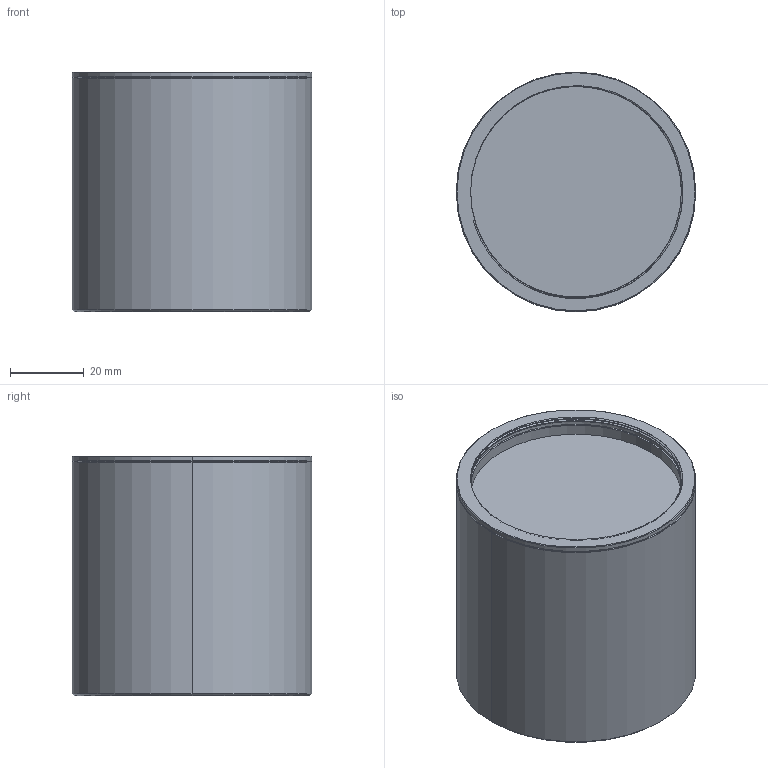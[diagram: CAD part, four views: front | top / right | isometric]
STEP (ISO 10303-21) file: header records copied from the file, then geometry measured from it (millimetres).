
FILE_DESCRIPTION (( 'STEP AP214' ), '1' );
FILE_NAME ('6GF35408AC51_001.STEP', '2019-08-07T05:11:26', ( '' ), ( '' ), 'SwSTEP 2.0', 'SolidWorks 2016', '' );
FILE_SCHEMA (( 'AUTOMOTIVE_DESIGN' ));
Length unit declared in the file: millimetre
Products named in the file (1): 6GF35408AC51_001
Bounding box: 65 x 65 x 65.04 mm (x, y, z)
Volume: 42542 mm3; surface area: 33713.1 mm2
Topology: 1 solids, 2 shells, 75 faces, 162 edges, 101 vertices
Faces by surface type: cylinder 42, plane 15, cone 12, torus 4, bspline 2
Entity records: 4310 total; most frequent: CARTESIAN_POINT 1838, DIRECTION 367, ORIENTED_EDGE 324, EDGE_CURVE 162, AXIS2_PLACEMENT_3D 156, VERTEX_POINT 101, EDGE_LOOP 87, CIRCLE 82
